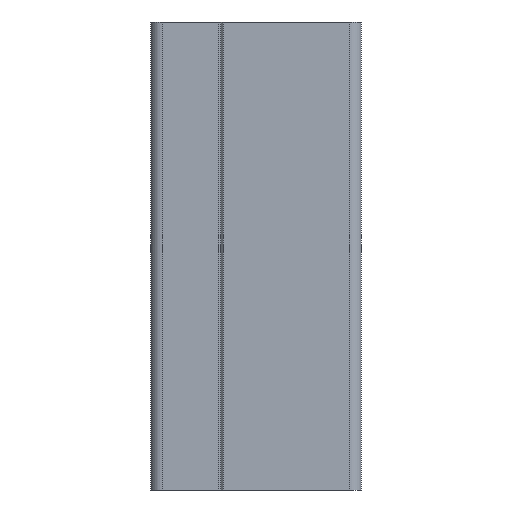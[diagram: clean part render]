
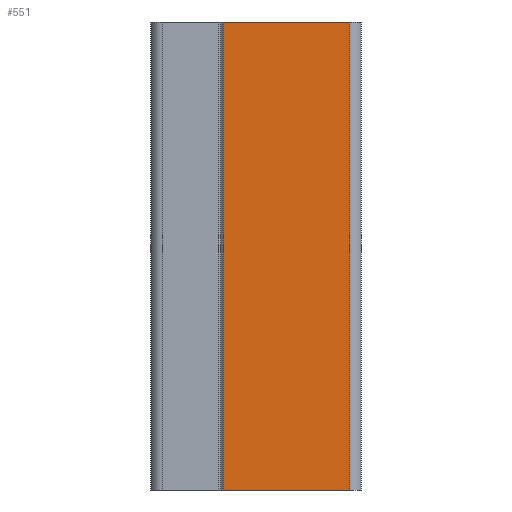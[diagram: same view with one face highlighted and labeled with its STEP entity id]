
A CAD part, left-side view. The second image highlights one B-rep face of the part: STEP entity #551.
In plain terms, the highlighted planar face has unit normal (-1, 0, 0).
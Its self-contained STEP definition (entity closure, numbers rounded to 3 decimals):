
#495=CARTESIAN_POINT('',(-30.,14.5,0.0));
#496=VERTEX_POINT('',#495);
#503=CARTESIAN_POINT('',(-30.,14.5,100.0));
#504=VERTEX_POINT('',#503);
#505=CARTESIAN_POINT('',(-30.,14.5,0.0));
#506=DIRECTION('',(0.0,0.0,1.0));
#507=VECTOR('',#506,100.0);
#508=LINE('',#505,#507);
#509=EDGE_CURVE('',#496,#504,#508,.T.);
#521=CARTESIAN_POINT('',(-30.,14.5,0.0));
#522=DIRECTION('',(-1.0,0.0,0.0));
#523=DIRECTION('',(0.0,-1.0,0.0));
#524=AXIS2_PLACEMENT_3D('',#521,#522,#523);
#525=PLANE('',#524);
#526=CARTESIAN_POINT('',(-30.,-12.5,0.0));
#527=VERTEX_POINT('',#526);
#528=CARTESIAN_POINT('',(-30.,14.5,0.0));
#529=DIRECTION('',(0.0,-1.0,0.0));
#530=VECTOR('',#529,27.);
#531=LINE('',#528,#530);
#532=EDGE_CURVE('',#496,#527,#531,.T.);
#533=ORIENTED_EDGE('',*,*,#532,.T.);
#534=CARTESIAN_POINT('',(-30.,-12.5,100.0));
#535=VERTEX_POINT('',#534);
#536=CARTESIAN_POINT('',(-30.,-12.5,0.0));
#537=DIRECTION('',(0.0,0.0,1.0));
#538=VECTOR('',#537,100.0);
#539=LINE('',#536,#538);
#540=EDGE_CURVE('',#527,#535,#539,.T.);
#541=ORIENTED_EDGE('',*,*,#540,.T.);
#542=CARTESIAN_POINT('',(-30.,14.5,100.0));
#543=DIRECTION('',(0.0,-1.0,0.0));
#544=VECTOR('',#543,27.);
#545=LINE('',#542,#544);
#546=EDGE_CURVE('',#504,#535,#545,.T.);
#547=ORIENTED_EDGE('',*,*,#546,.F.);
#548=ORIENTED_EDGE('',*,*,#509,.F.);
#549=EDGE_LOOP('',(#533,#541,#547,#548));
#550=FACE_OUTER_BOUND('',#549,.T.);
#551=ADVANCED_FACE('',(#550),#525,.T.);
